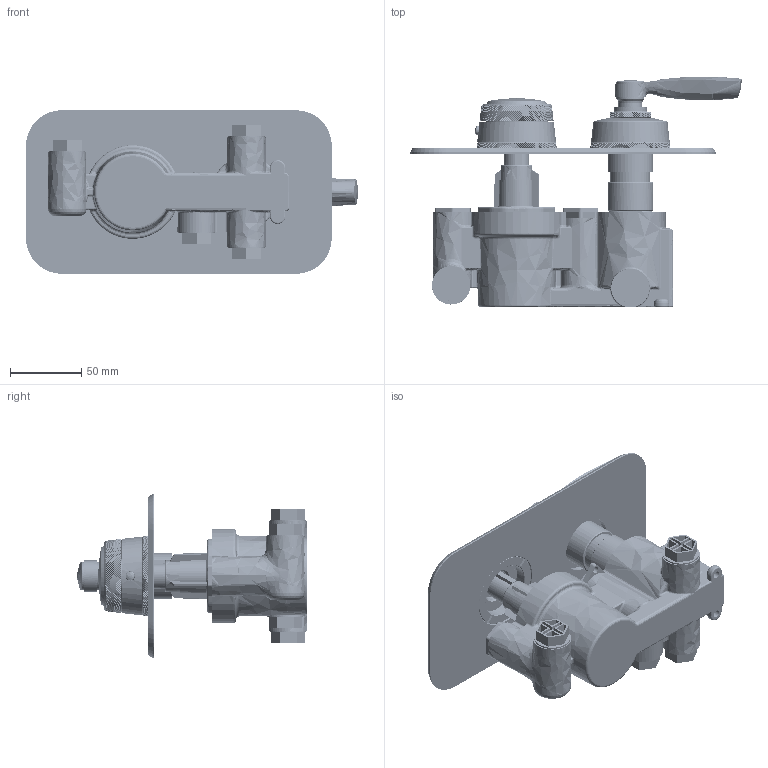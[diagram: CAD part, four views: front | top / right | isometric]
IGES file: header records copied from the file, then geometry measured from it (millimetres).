
Global section: file name: T1011-LB; native system: Autodesk Inventor 2020; preprocessor: unknown; author: adaniels; date: 20200204.085621; units: millimetre
Bounding box: 233.5 x 162.32 x 115 mm (x, y, z)
Volume: 553181 mm3; surface area: 326893.1 mm2
Topology: 71 solids, 76 shells, 21632 faces, 47510 edges, 26163 vertices
Faces by surface type: bspline 21632
